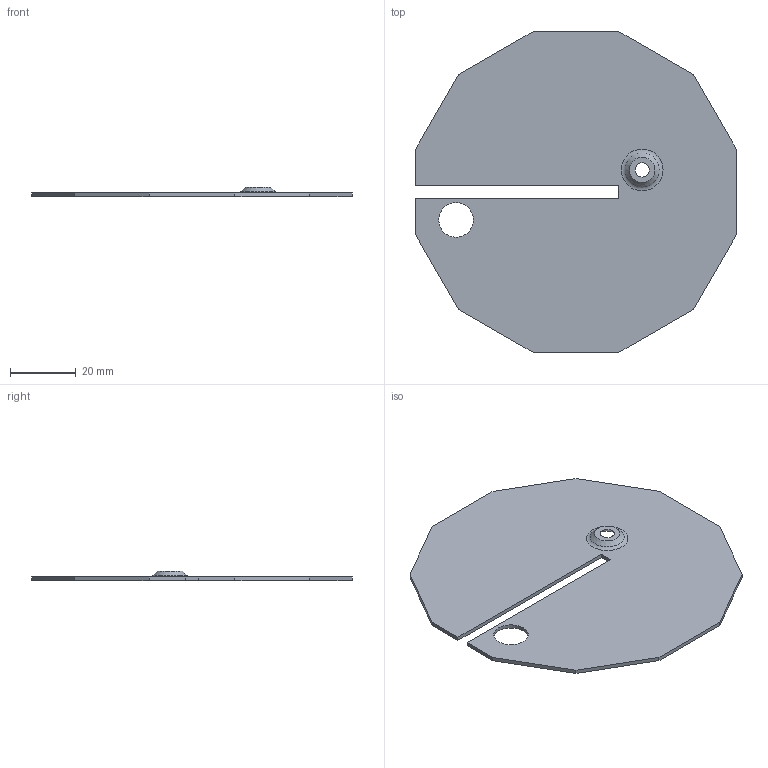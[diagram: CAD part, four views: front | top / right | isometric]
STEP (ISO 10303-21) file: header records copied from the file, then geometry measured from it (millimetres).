
FILE_DESCRIPTION(/* description */ (''),/* implementation_level */ '2;1');
FILE_NAME(/* name */ '101523.1403.000.stp',/* time_stamp */ '2017-01-16T09:04:43+01:00',/* author */ (''),/* organization */ (''),/* preprocessor_version */ 'ST-DEVELOPER v11',/* originating_system */ 'SIEMENS PLM Software NX 7.5',/* authorisation */ '');
FILE_SCHEMA (('CONFIG_CONTROL_DESIGN'));
Length unit declared in the file: millimetre
Products named in the file (2): 101523.1404.000_0
Assembly tree (1 placements, depth 2):
  101523.1404.000_0
    101523.1404.000_0
Bounding box: 97.56 x 97.56 x 3 mm (x, y, z)
Volume: 8773.1 mm3; surface area: 15213.9 mm2
Topology: 1 solids, 1 shells, 24 faces, 62 edges, 41 vertices
Faces by surface type: plane 19, cone 2, torus 2, cylinder 1
Full cylindrical faces by diameter (mm): 10.5 x1
Entity records: 899 total; most frequent: CARTESIAN_POINT 122, DIRECTION 116, ORIENTED_EDGE 112, EDGE_CURVE 56, LINE 48, VECTOR 48, VERTEX_POINT 40, EDGE_LOOP 34
